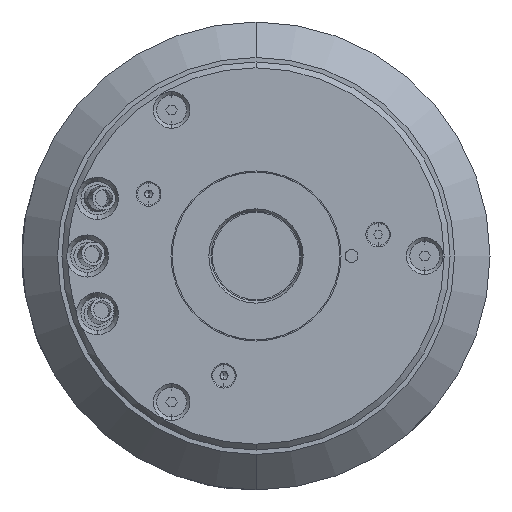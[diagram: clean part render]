
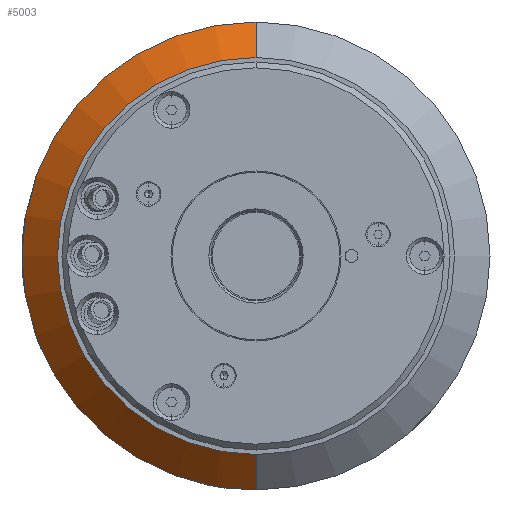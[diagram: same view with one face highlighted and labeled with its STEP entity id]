
A CAD part, left-side view. The second image highlights one B-rep face of the part: STEP entity #5003.
In plain terms, the highlighted conical face has half-angle 45 degrees and reference radius 60 mm.
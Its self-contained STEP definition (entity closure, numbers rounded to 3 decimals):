
#397 = ORIENTED_EDGE ( 'NONE', *, *, #8066, .F. ) ;
#660 = ORIENTED_EDGE ( 'NONE', *, *, #14643, .T. ) ;
#780 = CIRCLE ( 'NONE', #8020, 60. ) ;
#1737 = DIRECTION ( 'NONE',  ( 0., 0., -1. ) ) ;
#2280 = DIRECTION ( 'NONE',  ( 0.707, 0., -0.707 ) ) ;
#2423 = VERTEX_POINT ( 'NONE', #7395 ) ;
#3122 = DIRECTION ( 'NONE',  ( -1., 0., 0. ) ) ;
#3588 = CARTESIAN_POINT ( 'NONE',  ( -262.4, 0., 60. ) ) ;
#3669 = FACE_OUTER_BOUND ( 'NONE', #3914, .T. ) ;
#3914 = EDGE_LOOP ( 'NONE', ( #397, #660, #10816, #8831 ) ) ;
#5003 = ADVANCED_FACE ( 'NONE', ( #3669 ), #8932, .T. ) ;
#5412 = LINE ( 'NONE', #3588, #14985 ) ;
#5887 = DIRECTION ( 'NONE',  ( 0., 0., 1. ) ) ;
#5997 = VERTEX_POINT ( 'NONE', #11210 ) ;
#6004 = AXIS2_PLACEMENT_3D ( 'NONE', #9330, #10468, #1737 ) ;
#7301 = VERTEX_POINT ( 'NONE', #14387 ) ;
#7395 = CARTESIAN_POINT ( 'NONE',  ( -271.5, 0., -50.9 ) ) ;
#7522 = DIRECTION ( 'NONE',  ( 0.707, 0., 0.707 ) ) ;
#8020 = AXIS2_PLACEMENT_3D ( 'NONE', #13295, #13242, #5887 ) ;
#8066 = EDGE_CURVE ( 'NONE', #7301, #2423, #9782, .T. ) ;
#8831 = ORIENTED_EDGE ( 'NONE', *, *, #9225, .F. ) ;
#8932 = CONICAL_SURFACE ( 'NONE', #6004, 60., 0.785 ) ;
#9225 = EDGE_CURVE ( 'NONE', #2423, #9447, #11786, .T. ) ;
#9330 = CARTESIAN_POINT ( 'NONE',  ( -262.4, 0., 0. ) ) ;
#9447 = VERTEX_POINT ( 'NONE', #12859 ) ;
#9782 = CIRCLE ( 'NONE', #16182, 50.9 ) ;
#9893 = CARTESIAN_POINT ( 'NONE',  ( -262.4, 0., -60. ) ) ;
#10468 = DIRECTION ( 'NONE',  ( 1., 0., 0. ) ) ;
#10592 = DIRECTION ( 'NONE',  ( 0., 0., 1. ) ) ;
#10816 = ORIENTED_EDGE ( 'NONE', *, *, #12699, .T. ) ;
#11210 = CARTESIAN_POINT ( 'NONE',  ( -262.4, 0., 60. ) ) ;
#11786 = LINE ( 'NONE', #9893, #15320 ) ;
#11855 = CARTESIAN_POINT ( 'NONE',  ( -271.5, 0., 0. ) ) ;
#12699 = EDGE_CURVE ( 'NONE', #5997, #9447, #780, .T. ) ;
#12859 = CARTESIAN_POINT ( 'NONE',  ( -262.4, 0., -60. ) ) ;
#13242 = DIRECTION ( 'NONE',  ( -1., 0., 0. ) ) ;
#13295 = CARTESIAN_POINT ( 'NONE',  ( -262.4, 0., 0. ) ) ;
#14387 = CARTESIAN_POINT ( 'NONE',  ( -271.5, 0., 50.9 ) ) ;
#14643 = EDGE_CURVE ( 'NONE', #7301, #5997, #5412, .T. ) ;
#14985 = VECTOR ( 'NONE', #7522, 1000. ) ;
#15320 = VECTOR ( 'NONE', #2280, 1000. ) ;
#16182 = AXIS2_PLACEMENT_3D ( 'NONE', #11855, #3122, #10592 ) ;
